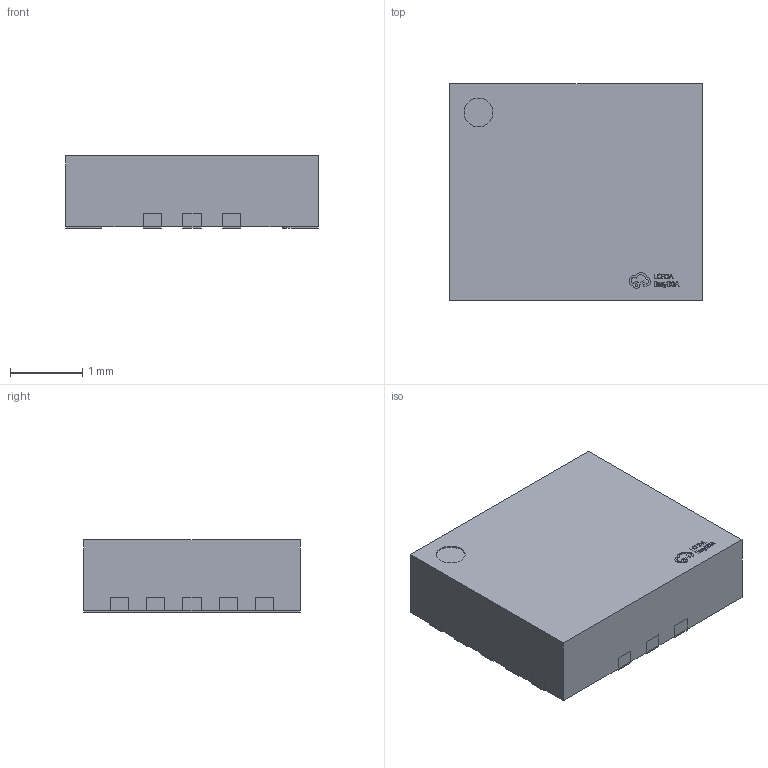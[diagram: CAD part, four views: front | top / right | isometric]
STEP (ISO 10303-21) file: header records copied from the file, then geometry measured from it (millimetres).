
FILE_DESCRIPTION (( 'STEP AP214' ), '1' );
FILE_NAME ('VQFN-HR-13_L3.0-W3.5-H1.0-P0.50-BL.step', '2022-07-15T04:19:49', ( '' ), ( '' ), 'SwSTEP 2.0', 'SolidWorks 2020', '' );
FILE_SCHEMA (( 'AUTOMOTIVE_DESIGN' ));
Length unit declared in the file: millimetre
Products named in the file (1): VQFN-HR-13_L3.0-W3.5-H1.0-P0.50-BL
Bounding box: 3.5 x 3 x 1 mm (x, y, z)
Volume: 10.4 mm3; surface area: 58.9 mm2
Topology: 40 solids, 40 shells, 561 faces, 1419 edges, 946 vertices
Faces by surface type: plane 393, bspline 112, cylinder 56
Entity records: 23870 total; most frequent: CARTESIAN_POINT 5031, ORIENTED_EDGE 2838, DIRECTION 2203, EDGE_CURVE 1419, LINE 1079, VECTOR 1079, VERTEX_POINT 946, EDGE_LOOP 581
